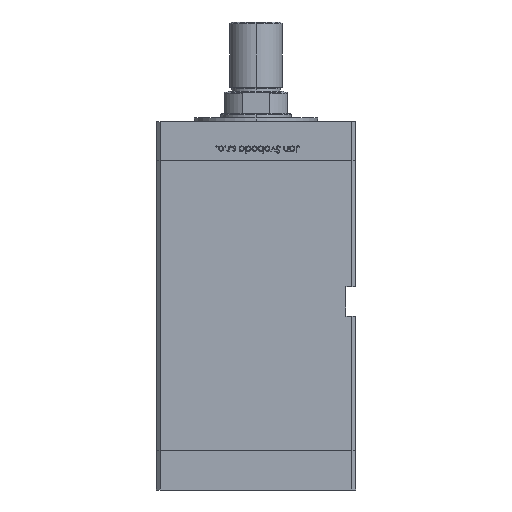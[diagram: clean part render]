
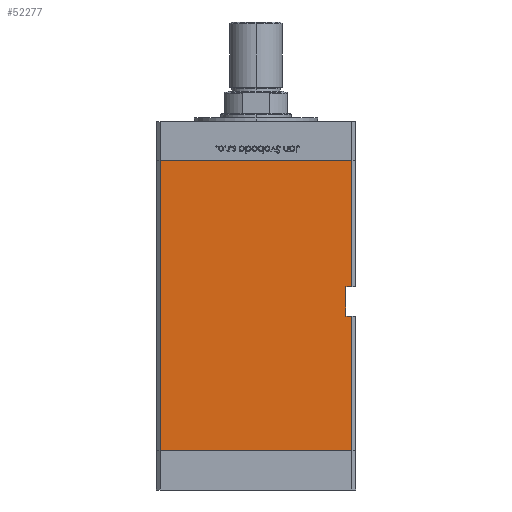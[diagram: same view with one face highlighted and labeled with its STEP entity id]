
A CAD part, left-side view. The second image highlights one B-rep face of the part: STEP entity #52277.
In plain terms, the highlighted planar face has unit normal (-1, 0, 0).
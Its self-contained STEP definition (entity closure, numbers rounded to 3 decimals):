
#497 = CARTESIAN_POINT ( 'NONE',  ( -60., -46., 84. ) ) ;
#1674 = VERTEX_POINT ( 'NONE', #52360 ) ;
#1787 = ORIENTED_EDGE ( 'NONE', *, *, #31311, .F. ) ;
#2505 = CARTESIAN_POINT ( 'NONE',  ( -60., -46., 69. ) ) ;
#2998 = DIRECTION ( 'NONE',  ( 0., 0., -1. ) ) ;
#4023 = LINE ( 'NONE', #497, #20138 ) ;
#4132 = ORIENTED_EDGE ( 'NONE', *, *, #18033, .T. ) ;
#4475 = EDGE_CURVE ( 'NONE', #17771, #26240, #5653, .T. ) ;
#4820 = CARTESIAN_POINT ( 'NONE',  ( -60., -46., 84. ) ) ;
#5555 = CARTESIAN_POINT ( 'NONE',  ( -60., 49., 148.5 ) ) ;
#5653 = LINE ( 'NONE', #6183, #29219 ) ;
#6183 = CARTESIAN_POINT ( 'NONE',  ( -60., -46., 69. ) ) ;
#6973 = DIRECTION ( 'NONE',  ( 0., -1., 0. ) ) ;
#9625 = CARTESIAN_POINT ( 'NONE',  ( -60., 49., 148.5 ) ) ;
#10794 = CARTESIAN_POINT ( 'NONE',  ( -60., 49., 0. ) ) ;
#11138 = DIRECTION ( 'NONE',  ( 0., 0., -1. ) ) ;
#11571 = EDGE_CURVE ( 'NONE', #35737, #31406, #19680, .T. ) ;
#11677 = CARTESIAN_POINT ( 'NONE',  ( -60., -49., 148.5 ) ) ;
#12967 = EDGE_CURVE ( 'NONE', #47921, #40976, #40804, .T. ) ;
#14348 = DIRECTION ( 'NONE',  ( 0., 0., -1. ) ) ;
#15126 = DIRECTION ( 'NONE',  ( 0., -1., 0. ) ) ;
#15453 = VECTOR ( 'NONE', #2998, 1000. ) ;
#15512 = VECTOR ( 'NONE', #6973, 1000. ) ;
#17651 = VECTOR ( 'NONE', #25111, 1000. ) ;
#17771 = VERTEX_POINT ( 'NONE', #2505 ) ;
#17802 = LINE ( 'NONE', #4820, #17651 ) ;
#17827 = DIRECTION ( 'NONE',  ( 0., -1., 0. ) ) ;
#18033 = EDGE_CURVE ( 'NONE', #35737, #47921, #47333, .T. ) ;
#19680 = LINE ( 'NONE', #44021, #15512 ) ;
#20138 = VECTOR ( 'NONE', #29189, 1000. ) ;
#21261 = EDGE_CURVE ( 'NONE', #28966, #17771, #4023, .T. ) ;
#22192 = CARTESIAN_POINT ( 'NONE',  ( -60., 49., 148.5 ) ) ;
#23691 = ORIENTED_EDGE ( 'NONE', *, *, #21261, .F. ) ;
#25111 = DIRECTION ( 'NONE',  ( 0., -1., 0. ) ) ;
#26240 = VERTEX_POINT ( 'NONE', #36391 ) ;
#27009 = CARTESIAN_POINT ( 'NONE',  ( -60., -49., 0. ) ) ;
#28152 = ORIENTED_EDGE ( 'NONE', *, *, #29490, .T. ) ;
#28966 = VERTEX_POINT ( 'NONE', #49633 ) ;
#29189 = DIRECTION ( 'NONE',  ( 0., 0., -1. ) ) ;
#29219 = VECTOR ( 'NONE', #17827, 1000. ) ;
#29490 = EDGE_CURVE ( 'NONE', #28966, #1674, #17802, .T. ) ;
#31065 = VECTOR ( 'NONE', #15126, 1000. ) ;
#31311 = EDGE_CURVE ( 'NONE', #26240, #40976, #39268, .T. ) ;
#31406 = VERTEX_POINT ( 'NONE', #33028 ) ;
#33028 = CARTESIAN_POINT ( 'NONE',  ( -60., -49., 148.5 ) ) ;
#33706 = DIRECTION ( 'NONE',  ( 1., 0., 0. ) ) ;
#35225 = CARTESIAN_POINT ( 'NONE',  ( -60., 49., 0. ) ) ;
#35737 = VERTEX_POINT ( 'NONE', #5555 ) ;
#36338 = EDGE_LOOP ( 'NONE', ( #1787, #51665, #23691, #28152, #52882, #50019, #4132, #46543 ) ) ;
#36391 = CARTESIAN_POINT ( 'NONE',  ( -60., -49., 69. ) ) ;
#36693 = VECTOR ( 'NONE', #11138, 1000. ) ;
#37213 = AXIS2_PLACEMENT_3D ( 'NONE', #9625, #33706, #42080 ) ;
#39268 = LINE ( 'NONE', #11677, #36693 ) ;
#40588 = LINE ( 'NONE', #43833, #15453 ) ;
#40804 = LINE ( 'NONE', #10794, #31065 ) ;
#40976 = VERTEX_POINT ( 'NONE', #27009 ) ;
#41684 = EDGE_CURVE ( 'NONE', #31406, #1674, #40588, .T. ) ;
#42080 = DIRECTION ( 'NONE',  ( 0., 1., 0. ) ) ;
#43833 = CARTESIAN_POINT ( 'NONE',  ( -60., -49., 148.5 ) ) ;
#44021 = CARTESIAN_POINT ( 'NONE',  ( -60., 49., 148.5 ) ) ;
#46543 = ORIENTED_EDGE ( 'NONE', *, *, #12967, .T. ) ;
#46764 = VECTOR ( 'NONE', #14348, 1000. ) ;
#47333 = LINE ( 'NONE', #22192, #46764 ) ;
#47921 = VERTEX_POINT ( 'NONE', #35225 ) ;
#49633 = CARTESIAN_POINT ( 'NONE',  ( -60., -46., 84. ) ) ;
#50019 = ORIENTED_EDGE ( 'NONE', *, *, #11571, .F. ) ;
#50183 = FACE_OUTER_BOUND ( 'NONE', #36338, .T. ) ;
#50715 = PLANE ( 'NONE',  #37213 ) ;
#51665 = ORIENTED_EDGE ( 'NONE', *, *, #4475, .F. ) ;
#52277 = ADVANCED_FACE ( 'NONE', ( #50183 ), #50715, .F. ) ;
#52360 = CARTESIAN_POINT ( 'NONE',  ( -60., -49., 84. ) ) ;
#52882 = ORIENTED_EDGE ( 'NONE', *, *, #41684, .F. ) ;
